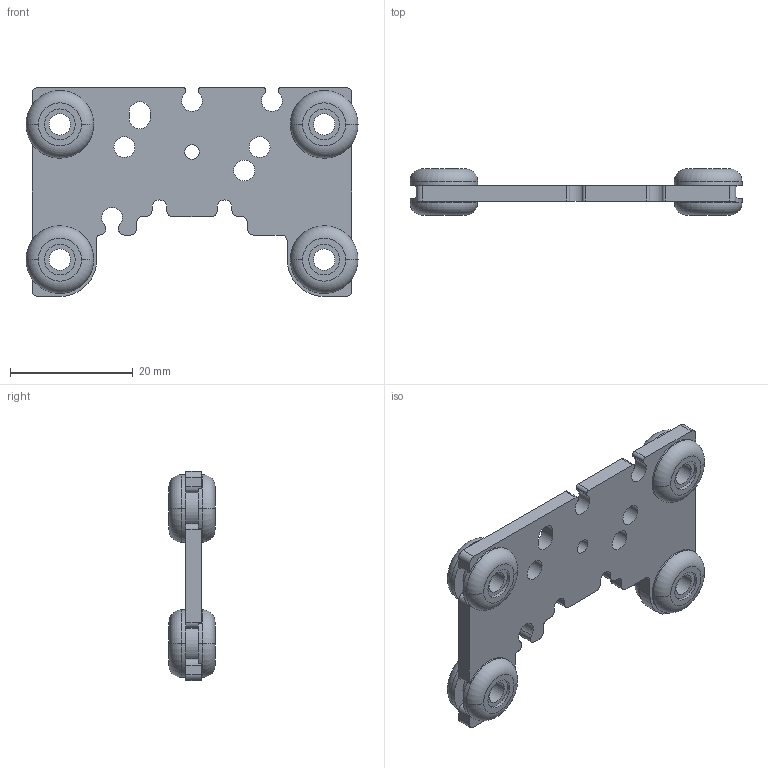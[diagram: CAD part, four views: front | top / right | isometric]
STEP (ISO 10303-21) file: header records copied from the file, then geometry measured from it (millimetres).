
FILE_DESCRIPTION((''),'2;1');
FILE_NAME('3-8-01529-01','2018-01-25T',('brunnera'),(''),'PRO/ENGINEER BY PARAMETRIC TECHNOLOGY CORPORATION, 2016100','PRO/ENGINEER BY PARAMETRIC TECHNOLOGY CORPORATION, 2016100','');
FILE_SCHEMA(('AUTOMOTIVE_DESIGN { 1 0 10303 214 1 1 1 1 }'));
Length unit declared in the file: millimetre
Products named in the file (1): 3-8-01529-01
Bounding box: 54 x 7.5 x 34 mm (x, y, z)
Volume: 4572 mm3; surface area: 4134.9 mm2
Topology: 1 solids, 1 shells, 163 faces, 447 edges, 290 vertices
Faces by surface type: cylinder 87, plane 60, torus 16
Entity records: 6589 total; most frequent: DIRECTION 1011, CARTESIAN_POINT 902, ORIENTED_EDGE 894, EDGE_CURVE 447, AXIS2_PLACEMENT_3D 401, VERTEX_POINT 290, CIRCLE 238, VECTOR 209
